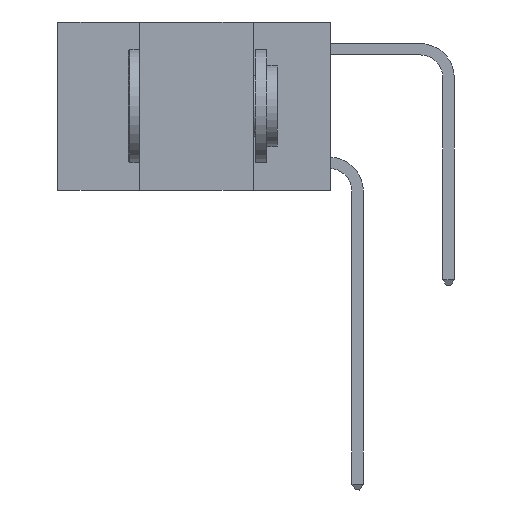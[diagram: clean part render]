
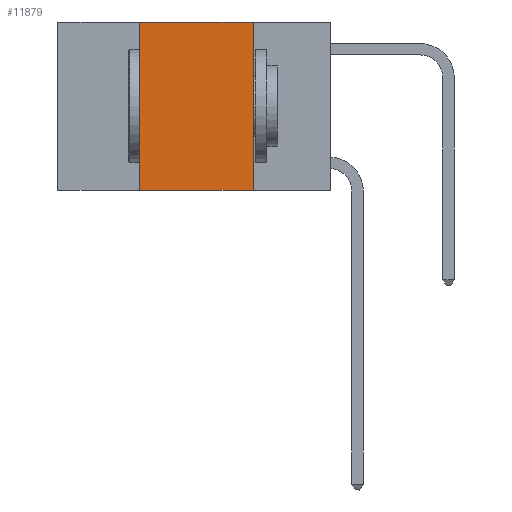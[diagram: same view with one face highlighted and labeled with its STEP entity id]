
A CAD part, left-side view. The second image highlights one B-rep face of the part: STEP entity #11879.
In plain terms, the highlighted planar face has unit normal (-1, 0, 0).
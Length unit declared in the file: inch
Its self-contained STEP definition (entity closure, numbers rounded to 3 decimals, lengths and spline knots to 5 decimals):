
#14 = CARTESIAN_POINT ( 'NONE',  ( 0., 0.6, 0. ) ) ;
#897 = VECTOR ( 'NONE', #1868, 39.37008 ) ;
#1323 = EDGE_CURVE ( 'NONE', #21205, #10620, #21188, .T. ) ;
#1868 = DIRECTION ( 'NONE',  ( 0., -1., 0. ) ) ;
#3778 = CARTESIAN_POINT ( 'NONE',  ( 0., 0.6, -0.37 ) ) ;
#4670 = CARTESIAN_POINT ( 'NONE',  ( 0., 0.17, 0. ) ) ;
#7878 = DIRECTION ( 'NONE',  ( 0., 0., 1. ) ) ;
#8075 = VECTOR ( 'NONE', #14493, 39.37008 ) ;
#8299 = VECTOR ( 'NONE', #27096, 39.37008 ) ;
#8418 = EDGE_CURVE ( 'NONE', #21728, #21205, #10273, .T. ) ;
#8618 = DIRECTION ( 'NONE',  ( 0., 0., -1. ) ) ;
#10232 = EDGE_CURVE ( 'NONE', #21728, #11690, #14637, .T. ) ;
#10273 = LINE ( 'NONE', #21251, #22267 ) ;
#10564 = ORIENTED_EDGE ( 'NONE', *, *, #1323, .F. ) ;
#10620 = VERTEX_POINT ( 'NONE', #4670 ) ;
#11690 = VERTEX_POINT ( 'NONE', #23145 ) ;
#11879 = ADVANCED_FACE ( 'NONE', ( #19267 ), #27803, .F. ) ;
#14104 = AXIS2_PLACEMENT_3D ( 'NONE', #14, #17126, #8618 ) ;
#14116 = EDGE_LOOP ( 'NONE', ( #15771, #10564, #19407, #16982 ) ) ;
#14493 = DIRECTION ( 'NONE',  ( 0., -1., 0. ) ) ;
#14637 = LINE ( 'NONE', #3778, #8075 ) ;
#14732 = CARTESIAN_POINT ( 'NONE',  ( 0., 0.6, 0. ) ) ;
#15771 = ORIENTED_EDGE ( 'NONE', *, *, #21544, .F. ) ;
#16982 = ORIENTED_EDGE ( 'NONE', *, *, #10232, .T. ) ;
#17126 = DIRECTION ( 'NONE',  ( 1., 0., 0. ) ) ;
#18545 = LINE ( 'NONE', #19116, #8299 ) ;
#19116 = CARTESIAN_POINT ( 'NONE',  ( 0., 0.17, 0. ) ) ;
#19267 = FACE_OUTER_BOUND ( 'NONE', #14116, .T. ) ;
#19407 = ORIENTED_EDGE ( 'NONE', *, *, #8418, .F. ) ;
#19522 = CARTESIAN_POINT ( 'NONE',  ( 0., 0.42, -0.37 ) ) ;
#21188 = LINE ( 'NONE', #14732, #897 ) ;
#21205 = VERTEX_POINT ( 'NONE', #23745 ) ;
#21251 = CARTESIAN_POINT ( 'NONE',  ( 0., 0.42, 0. ) ) ;
#21544 = EDGE_CURVE ( 'NONE', #10620, #11690, #18545, .T. ) ;
#21728 = VERTEX_POINT ( 'NONE', #19522 ) ;
#22267 = VECTOR ( 'NONE', #7878, 39.37008 ) ;
#23145 = CARTESIAN_POINT ( 'NONE',  ( 0., 0.17, -0.37 ) ) ;
#23745 = CARTESIAN_POINT ( 'NONE',  ( 0., 0.42, 0. ) ) ;
#27096 = DIRECTION ( 'NONE',  ( 0., 0., -1. ) ) ;
#27803 = PLANE ( 'NONE',  #14104 ) ;
